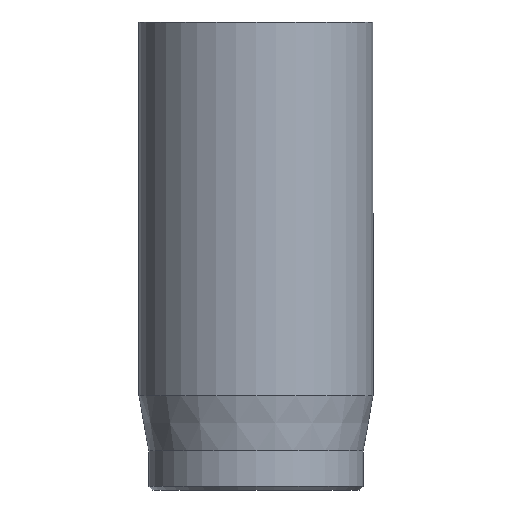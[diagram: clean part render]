
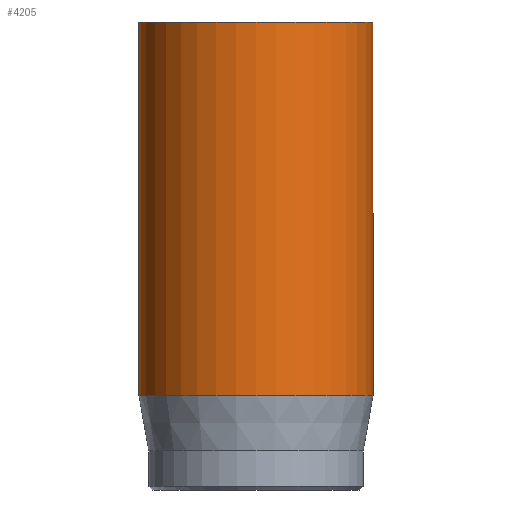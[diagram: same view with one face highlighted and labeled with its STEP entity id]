
A CAD part, front view. The second image highlights one B-rep face of the part: STEP entity #4205.
In plain terms, the highlighted cylindrical face has radius 3 mm (diameter 6 mm), a full revolution.
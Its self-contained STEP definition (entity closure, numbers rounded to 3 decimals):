
#548=CYLINDRICAL_SURFACE('',#4374,3.);
#760=FACE_OUTER_BOUND('',#1010,.T.);
#1010=EDGE_LOOP('',(#3879,#3880,#3881,#3882,#3883));
#1317=LINE('',#8043,#1630);
#1630=VECTOR('',#4867,3.);
#1665=CIRCLE('',#4357,3.);
#1671=CIRCLE('',#4372,3.);
#1672=CIRCLE('',#4373,3.);
#2068=VERTEX_POINT('',#8013);
#2074=VERTEX_POINT('',#8037);
#2075=VERTEX_POINT('',#8038);
#2672=EDGE_CURVE('',#2068,#2068,#1665,.T.);
#2681=EDGE_CURVE('',#2074,#2075,#1671,.T.);
#2682=EDGE_CURVE('',#2075,#2074,#1672,.T.);
#2684=EDGE_CURVE('',#2068,#2074,#1317,.T.);
#3879=ORIENTED_EDGE('',*,*,#2672,.T.);
#3880=ORIENTED_EDGE('',*,*,#2684,.T.);
#3881=ORIENTED_EDGE('',*,*,#2681,.T.);
#3882=ORIENTED_EDGE('',*,*,#2682,.T.);
#3883=ORIENTED_EDGE('',*,*,#2684,.F.);
#4205=ADVANCED_FACE('',(#760),#548,.T.);
#4357=AXIS2_PLACEMENT_3D('',#8014,#4827,#4828);
#4372=AXIS2_PLACEMENT_3D('',#8039,#4860,#4861);
#4373=AXIS2_PLACEMENT_3D('',#8040,#4862,#4863);
#4374=AXIS2_PLACEMENT_3D('',#8042,#4865,#4866);
#4827=DIRECTION('center_axis',(0.,0.,-1.));
#4828=DIRECTION('ref_axis',(-1.,0.,0.));
#4860=DIRECTION('center_axis',(0.,0.,1.));
#4861=DIRECTION('ref_axis',(-1.,0.,0.));
#4862=DIRECTION('center_axis',(0.,0.,1.));
#4863=DIRECTION('ref_axis',(-1.,0.,0.));
#4865=DIRECTION('center_axis',(0.,0.,1.));
#4866=DIRECTION('ref_axis',(-1.,0.,0.));
#4867=DIRECTION('',(0.,0.,-1.));
#8013=CARTESIAN_POINT('',(3.,0.,12.));
#8014=CARTESIAN_POINT('Origin',(0.,0.,12.));
#8037=CARTESIAN_POINT('',(3.,0.,2.418));
#8038=CARTESIAN_POINT('',(-3.,0.,2.418));
#8039=CARTESIAN_POINT('Origin',(0.,0.,2.418));
#8040=CARTESIAN_POINT('Origin',(0.,0.,2.418));
#8042=CARTESIAN_POINT('Origin',(0.,0.,0.));
#8043=CARTESIAN_POINT('',(3.,0.,0.));
